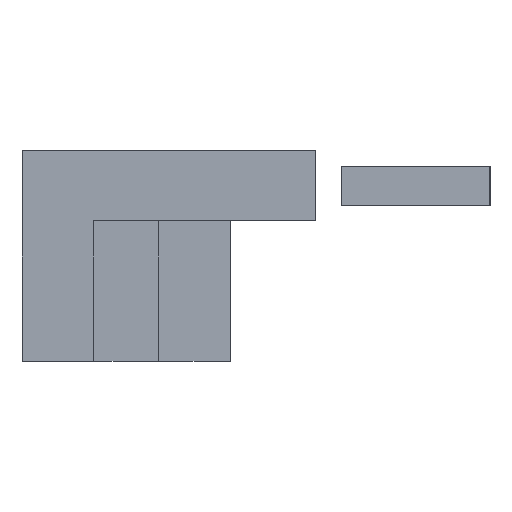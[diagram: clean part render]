
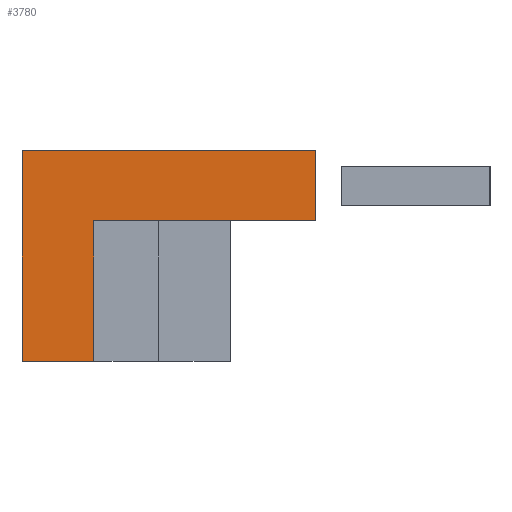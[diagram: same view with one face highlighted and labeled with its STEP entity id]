
A CAD part, left-side view. The second image highlights one B-rep face of the part: STEP entity #3780.
In plain terms, the highlighted planar face has unit normal (-1, 0, 0).
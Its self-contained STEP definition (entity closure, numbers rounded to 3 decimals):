
#3589=CARTESIAN_POINT('',(0.,8.,87.8));
#3590=VERTEX_POINT('',#3589);
#3597=CARTESIAN_POINT('',(0.,12.2,87.8));
#3598=VERTEX_POINT('',#3597);
#3599=CARTESIAN_POINT('',(0.,8.,87.8));
#3600=DIRECTION('',(0.0,1.0,0.0));
#3601=VECTOR('',#3600,4.2);
#3602=LINE('',#3599,#3601);
#3603=EDGE_CURVE('',#3590,#3598,#3602,.T.);
#3628=CARTESIAN_POINT('',(0.,8.,96.0));
#3629=VERTEX_POINT('',#3628);
#3630=CARTESIAN_POINT('',(0.,8.,96.));
#3631=DIRECTION('',(0.0,0.0,-1.0));
#3632=VECTOR('',#3631,8.2);
#3633=LINE('',#3630,#3632);
#3634=EDGE_CURVE('',#3629,#3590,#3633,.T.);
#3724=CARTESIAN_POINT('',(0.,-5.,100.1));
#3725=VERTEX_POINT('',#3724);
#3732=CARTESIAN_POINT('',(0.,-5.,96.0));
#3733=VERTEX_POINT('',#3732);
#3734=CARTESIAN_POINT('',(0.,-5.,96.0));
#3735=DIRECTION('',(0.0,0.0,1.0));
#3736=VECTOR('',#3735,4.1);
#3737=LINE('',#3734,#3736);
#3738=EDGE_CURVE('',#3733,#3725,#3737,.T.);
#3750=CARTESIAN_POINT('',(0.,-5.,96.0));
#3751=DIRECTION('',(-1.0,0.0,0.0));
#3752=DIRECTION('',(0.0,0.0,1.0));
#3753=AXIS2_PLACEMENT_3D('',#3750,#3751,#3752);
#3754=PLANE('',#3753);
#3755=CARTESIAN_POINT('',(0.,12.2,100.1));
#3756=VERTEX_POINT('',#3755);
#3757=CARTESIAN_POINT('',(0.,-5.,100.1));
#3758=DIRECTION('',(0.0,1.0,0.0));
#3759=VECTOR('',#3758,17.2);
#3760=LINE('',#3757,#3759);
#3761=EDGE_CURVE('',#3725,#3756,#3760,.T.);
#3762=ORIENTED_EDGE('',*,*,#3761,.T.);
#3763=CARTESIAN_POINT('',(0.,12.2,87.8));
#3764=DIRECTION('',(0.0,0.0,1.0));
#3765=VECTOR('',#3764,12.3);
#3766=LINE('',#3763,#3765);
#3767=EDGE_CURVE('',#3598,#3756,#3766,.T.);
#3768=ORIENTED_EDGE('',*,*,#3767,.F.);
#3769=ORIENTED_EDGE('',*,*,#3603,.F.);
#3770=ORIENTED_EDGE('',*,*,#3634,.F.);
#3771=CARTESIAN_POINT('',(0.,8.,96.0));
#3772=DIRECTION('',(0.0,-1.0,0.0));
#3773=VECTOR('',#3772,13.);
#3774=LINE('',#3771,#3773);
#3775=EDGE_CURVE('',#3629,#3733,#3774,.T.);
#3776=ORIENTED_EDGE('',*,*,#3775,.T.);
#3777=ORIENTED_EDGE('',*,*,#3738,.T.);
#3778=EDGE_LOOP('',(#3762,#3768,#3769,#3770,#3776,#3777));
#3779=FACE_OUTER_BOUND('',#3778,.T.);
#3780=ADVANCED_FACE('',(#3779),#3754,.T.);
